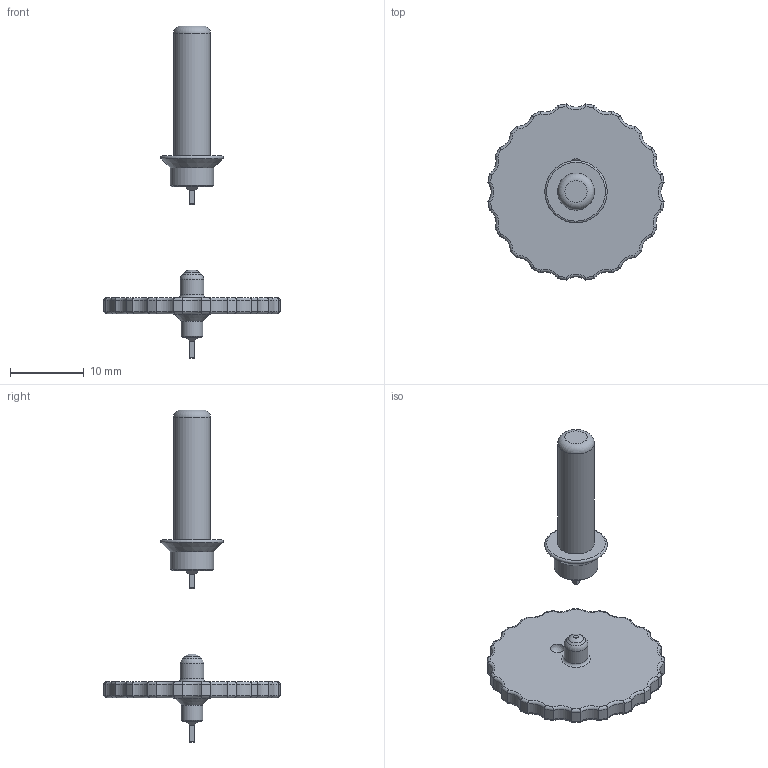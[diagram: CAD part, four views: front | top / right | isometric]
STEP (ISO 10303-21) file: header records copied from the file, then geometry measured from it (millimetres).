
FILE_DESCRIPTION(/* description */ ('STEP AP242','CAx-IF Rec.Pracs.---Representation and Presentation of Product Manufacturing Information (PMI)---4.0---2014-10-13','CAx-IF Rec.Pracs.---3D Tessellated Geometry---0.4---2014-09-14','2;1'),/* implementation_level */ '2;1');
FILE_NAME(/* name */ '68c4c480681c07d48e2c3662',/* time_stamp */ '2025-09-13T01:10:25Z',/* author */ (''),/* organization */ (''),/* preprocessor_version */ 'ST-DEVELOPER v20',/* originating_system */ 'ONSHAPE BY PTC INC, 1.203',/* authorisation */ ' ');
FILE_SCHEMA (('AP242_MANAGED_MODEL_BASED_3D_ENGINEERING_MIM_LF { 1 0 10303 442 1 1 4 }'));
Length unit declared in the file: metre
Products named in the file (2): Wheel; Guide
Bounding box: 23.87 x 23.87 x 45 mm (x, y, z)
Volume: 1493.5 mm3; surface area: 1537.1 mm2
Topology: 2 solids, 2 shells, 169 faces, 379 edges, 218 vertices
Faces by surface type: torus 86, cylinder 44, plane 33, cone 5, sphere 1
Full cylindrical faces by diameter (mm): 2.95 x1, 3.2 x1, 5 x1, 5.88 x1
Entity records: 4629 total; most frequent: CARTESIAN_POINT 979, DIRECTION 798, ORIENTED_EDGE 712, EDGE_CURVE 356, AXIS2_PLACEMENT_3D 351, VERTEX_POINT 212, EDGE_LOOP 190, FACE_BOUND 190
